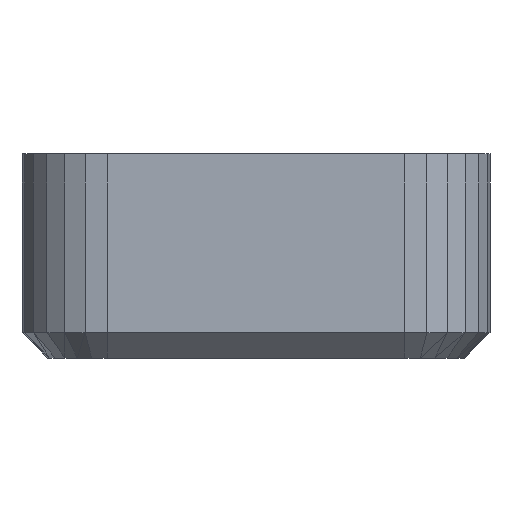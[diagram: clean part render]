
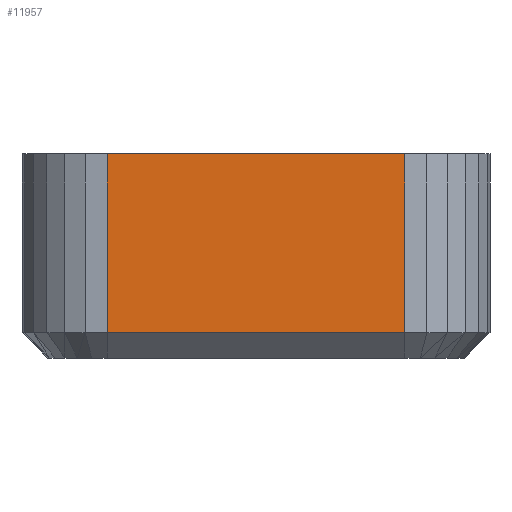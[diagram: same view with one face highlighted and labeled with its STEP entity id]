
A CAD part, front view. The second image highlights one B-rep face of the part: STEP entity #11957.
In plain terms, the highlighted planar face has unit normal (0, -1, 0).
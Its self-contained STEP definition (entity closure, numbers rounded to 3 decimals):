
#3033 = VERTEX_POINT('',#3034);
#3034 = CARTESIAN_POINT('',(1.75,0.,-0.9));
#3040 = EDGE_CURVE('',#3033,#3041,#3043,.T.);
#3041 = VERTEX_POINT('',#3042);
#3042 = CARTESIAN_POINT('',(-1.75,0.,-0.9));
#3043 = LINE('',#3044,#3045);
#3044 = CARTESIAN_POINT('',(1.75,0.,-0.9));
#3045 = VECTOR('',#3046,1.);
#3046 = DIRECTION('',(-1.,0.,0.));
#3148 = EDGE_CURVE('',#3149,#3151,#3153,.T.);
#3149 = VERTEX_POINT('',#3150);
#3150 = CARTESIAN_POINT('',(-1.75,0.,1.2));
#3151 = VERTEX_POINT('',#3152);
#3152 = CARTESIAN_POINT('',(1.75,0.,1.2));
#3153 = LINE('',#3154,#3155);
#3154 = CARTESIAN_POINT('',(-1.75,0.,1.2));
#3155 = VECTOR('',#3156,1.);
#3156 = DIRECTION('',(1.,0.,0.));
#3881 = EDGE_CURVE('',#3151,#3033,#3882,.T.);
#3882 = LINE('',#3883,#3884);
#3883 = CARTESIAN_POINT('',(1.75,0.,1.2));
#3884 = VECTOR('',#3885,1.);
#3885 = DIRECTION('',(0.,0.,-1.));
#4335 = EDGE_CURVE('',#3041,#3149,#4336,.T.);
#4336 = LINE('',#4337,#4338);
#4337 = CARTESIAN_POINT('',(-1.75,0.,-0.9));
#4338 = VECTOR('',#4339,1.);
#4339 = DIRECTION('',(0.,0.,1.));
#11957 = ADVANCED_FACE('',(#11958),#11964,.T.);
#11958 = FACE_BOUND('',#11959,.T.);
#11959 = EDGE_LOOP('',(#11960,#11961,#11962,#11963));
#11960 = ORIENTED_EDGE('',*,*,#4335,.F.);
#11961 = ORIENTED_EDGE('',*,*,#3040,.F.);
#11962 = ORIENTED_EDGE('',*,*,#3881,.F.);
#11963 = ORIENTED_EDGE('',*,*,#3148,.F.);
#11964 = PLANE('',#11965);
#11965 = AXIS2_PLACEMENT_3D('',#11966,#11967,#11968);
#11966 = CARTESIAN_POINT('',(0.,0.,0.15));
#11967 = DIRECTION('',(-0.,-1.,-0.));
#11968 = DIRECTION('',(0.,0.,-1.));
